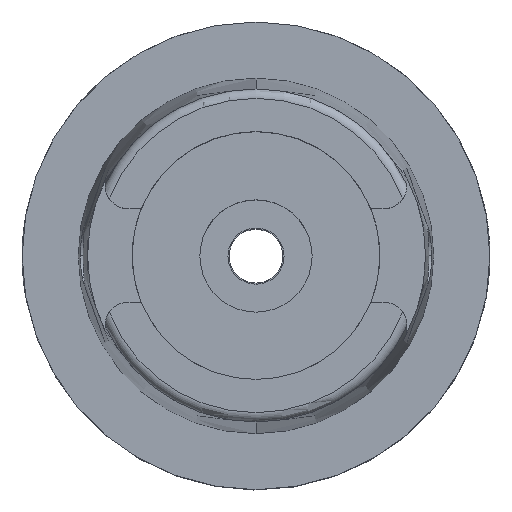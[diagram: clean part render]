
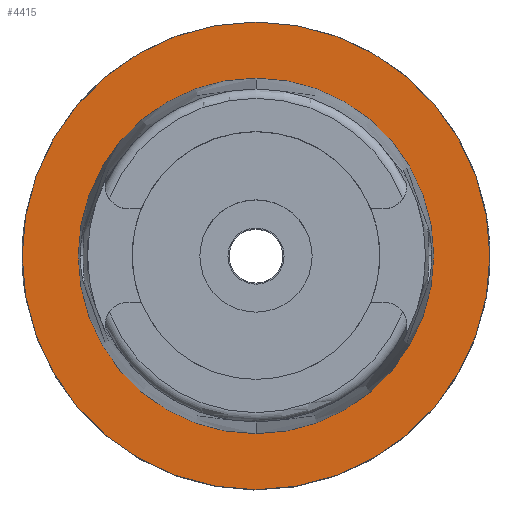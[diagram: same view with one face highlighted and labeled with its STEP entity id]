
A CAD part, top view. The second image highlights one B-rep face of the part: STEP entity #4415.
In plain terms, the highlighted planar face has unit normal (0, 0, 1).
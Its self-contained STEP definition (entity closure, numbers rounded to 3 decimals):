
#64 = AXIS2_PLACEMENT_3D ( 'NONE', #4169, #5082, #1173 ) ;
#120 = CARTESIAN_POINT ( 'NONE',  ( 0., 0., 0. ) ) ;
#121 = CIRCLE ( 'NONE', #1393, 50. ) ;
#240 = CARTESIAN_POINT ( 'NONE',  ( 0., -38., 0. ) ) ;
#391 = CARTESIAN_POINT ( 'NONE',  ( 0., 0., 0. ) ) ;
#461 = VERTEX_POINT ( 'NONE', #240 ) ;
#522 = EDGE_CURVE ( 'NONE', #2069, #4907, #121, .T. ) ;
#1066 = DIRECTION ( 'NONE',  ( 1., 0., 0. ) ) ;
#1173 = DIRECTION ( 'NONE',  ( 0., 1., 0. ) ) ;
#1393 = AXIS2_PLACEMENT_3D ( 'NONE', #5490, #3836, #2614 ) ;
#1528 = CIRCLE ( 'NONE', #4159, 50. ) ;
#1856 = DIRECTION ( 'NONE',  ( 0., 0., 1. ) ) ;
#1881 = CIRCLE ( 'NONE', #3511, 38. ) ;
#2069 = VERTEX_POINT ( 'NONE', #2104 ) ;
#2104 = CARTESIAN_POINT ( 'NONE',  ( 0., 50., 0. ) ) ;
#2166 = ORIENTED_EDGE ( 'NONE', *, *, #2711, .F. ) ;
#2290 = EDGE_CURVE ( 'NONE', #461, #3885, #1881, .T. ) ;
#2505 = CARTESIAN_POINT ( 'NONE',  ( 0., 0., 0. ) ) ;
#2515 = CIRCLE ( 'NONE', #64, 38. ) ;
#2567 = DIRECTION ( 'NONE',  ( 0., 0., -1. ) ) ;
#2590 = ORIENTED_EDGE ( 'NONE', *, *, #2800, .F. ) ;
#2607 = DIRECTION ( 'NONE',  ( 0., -1., 0. ) ) ;
#2614 = DIRECTION ( 'NONE',  ( 0., 1., 0. ) ) ;
#2711 = EDGE_CURVE ( 'NONE', #3885, #461, #2515, .T. ) ;
#2800 = EDGE_CURVE ( 'NONE', #4907, #2069, #1528, .T. ) ;
#2998 = CARTESIAN_POINT ( 'NONE',  ( 0., -50., 0. ) ) ;
#3067 = DIRECTION ( 'NONE',  ( 0., 0., 1. ) ) ;
#3146 = FACE_BOUND ( 'NONE', #3439, .T. ) ;
#3176 = AXIS2_PLACEMENT_3D ( 'NONE', #120, #1856, #1066 ) ;
#3439 = EDGE_LOOP ( 'NONE', ( #2166, #4928 ) ) ;
#3511 = AXIS2_PLACEMENT_3D ( 'NONE', #391, #3067, #2607 ) ;
#3563 = FACE_OUTER_BOUND ( 'NONE', #5126, .T. ) ;
#3836 = DIRECTION ( 'NONE',  ( 0., 0., -1. ) ) ;
#3885 = VERTEX_POINT ( 'NONE', #5502 ) ;
#4024 = PLANE ( 'NONE',  #3176 ) ;
#4159 = AXIS2_PLACEMENT_3D ( 'NONE', #2505, #2567, #4367 ) ;
#4169 = CARTESIAN_POINT ( 'NONE',  ( 0., 0., 0. ) ) ;
#4266 = ORIENTED_EDGE ( 'NONE', *, *, #522, .F. ) ;
#4367 = DIRECTION ( 'NONE',  ( 0., -1., 0. ) ) ;
#4415 = ADVANCED_FACE ( 'NONE', ( #3563, #3146 ), #4024, .T. ) ;
#4907 = VERTEX_POINT ( 'NONE', #2998 ) ;
#4928 = ORIENTED_EDGE ( 'NONE', *, *, #2290, .F. ) ;
#5082 = DIRECTION ( 'NONE',  ( 0., 0., 1. ) ) ;
#5126 = EDGE_LOOP ( 'NONE', ( #4266, #2590 ) ) ;
#5490 = CARTESIAN_POINT ( 'NONE',  ( 0., 0., 0. ) ) ;
#5502 = CARTESIAN_POINT ( 'NONE',  ( 0., 38., 0. ) ) ;
